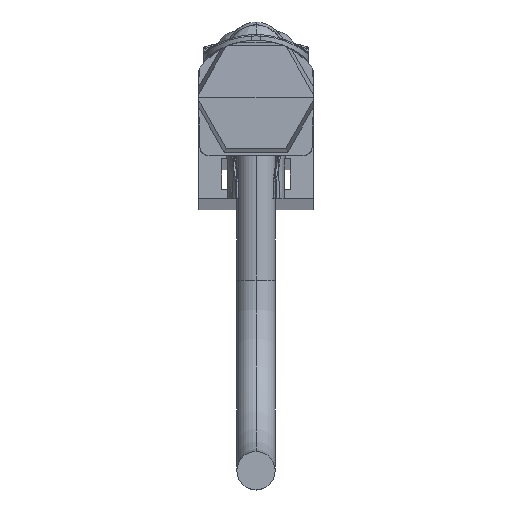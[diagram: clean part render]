
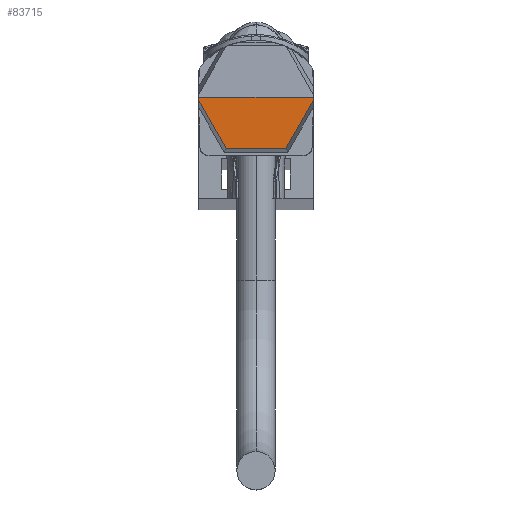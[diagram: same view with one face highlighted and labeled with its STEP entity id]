
A CAD part, top view. The second image highlights one B-rep face of the part: STEP entity #83715.
In plain terms, the highlighted planar face has unit normal (0, -0.018, 1).
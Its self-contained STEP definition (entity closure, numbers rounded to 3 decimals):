
#33227=DIRECTION('',(1.,0.,0.));
#33228=VECTOR('',#33227,12.);
#33229=CARTESIAN_POINT('',(-6.,2.35,344.75));
#33230=LINE('',#33229,#33228);
#33248=DIRECTION('',(0.017,-1.,-0.017));
#33249=VECTOR('',#33248,0.323);
#33250=CARTESIAN_POINT('',(-6.,2.35,344.75));
#33251=LINE('',#33250,#33249);
#33252=DIRECTION('',(-0.017,-1.,-0.017));
#33253=VECTOR('',#33252,0.323);
#33254=CARTESIAN_POINT('',(6.,2.35,344.75));
#33255=LINE('',#33254,#33253);
#33256=DIRECTION('',(0.497,0.868,0.015));
#33257=VECTOR('',#33256,5.82);
#33258=CARTESIAN_POINT('',(3.101,-3.021,
344.656));
#33259=LINE('',#33258,#33257);
#33260=DIRECTION('',(1.,0.,0.));
#33261=VECTOR('',#33260,6.202);
#33262=CARTESIAN_POINT('',(-3.101,-3.021,
344.656));
#33263=LINE('',#33262,#33261);
#33264=DIRECTION('',(0.497,-0.868,-0.015));
#33265=VECTOR('',#33264,5.819);
#33266=CARTESIAN_POINT('',(-5.994,2.027,
344.744));
#33267=LINE('',#33266,#33265);
#37557=CARTESIAN_POINT('',(-6.,2.35,344.75));
#37558=VERTEX_POINT('',#37557);
#37559=CARTESIAN_POINT('',(6.,2.35,344.75));
#37560=VERTEX_POINT('',#37559);
#37566=CARTESIAN_POINT('',(5.994,2.027,344.744));
#37568=VERTEX_POINT('',#37566);
#37582=CARTESIAN_POINT('',(-5.994,2.027,
344.744));
#37584=VERTEX_POINT('',#37582);
#37589=CARTESIAN_POINT('',(-3.101,-3.021,
344.656));
#37590=CARTESIAN_POINT('',(3.101,-3.021,
344.656));
#37591=VERTEX_POINT('',#37589);
#37592=VERTEX_POINT('',#37590);
#83697=CARTESIAN_POINT('',(-6.64,2.35,344.75));
#83698=DIRECTION('',(0.,-0.017,1.));
#83699=DIRECTION('',(1.,0.,0.));
#83700=AXIS2_PLACEMENT_3D('',#83697,#83698,#83699);
#83701=PLANE('',#83700);
#83703=ORIENTED_EDGE('',*,*,#83702,.F.);
#83704=ORIENTED_EDGE('',*,*,#83684,.T.);
#83706=ORIENTED_EDGE('',*,*,#83705,.T.);
#83708=ORIENTED_EDGE('',*,*,#83707,.F.);
#83710=ORIENTED_EDGE('',*,*,#83709,.F.);
#83712=ORIENTED_EDGE('',*,*,#83711,.F.);
#83713=EDGE_LOOP('',(#83703,#83704,#83706,#83708,#83710,#83712));
#83714=FACE_OUTER_BOUND('',#83713,.F.);
#83715=ADVANCED_FACE('',(#83714),#83701,.T.);
#83684=EDGE_CURVE('',#37558,#37560,#33230,.T.);
#83702=EDGE_CURVE('',#37558,#37584,#33251,.T.);
#83705=EDGE_CURVE('',#37560,#37568,#33255,.T.);
#83707=EDGE_CURVE('',#37592,#37568,#33259,.T.);
#83709=EDGE_CURVE('',#37591,#37592,#33263,.T.);
#83711=EDGE_CURVE('',#37584,#37591,#33267,.T.);
